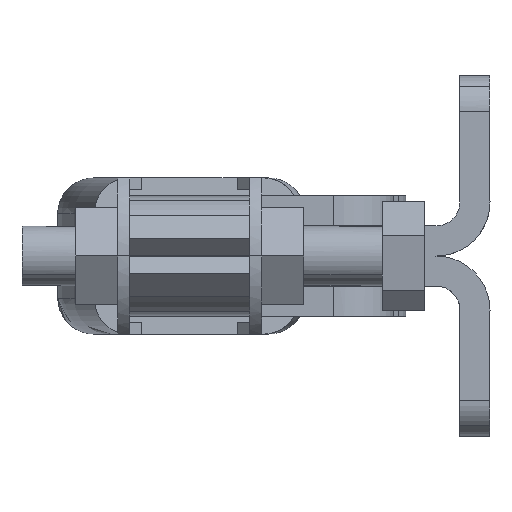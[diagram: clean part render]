
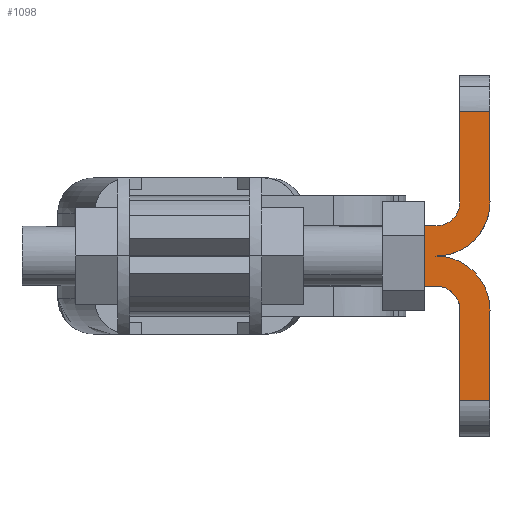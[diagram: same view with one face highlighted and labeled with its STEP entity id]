
A CAD part, left-side view. The second image highlights one B-rep face of the part: STEP entity #1098.
In plain terms, the highlighted planar face has unit normal (-1, 0, 0).
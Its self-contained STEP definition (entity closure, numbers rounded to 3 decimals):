
#946=AXIS2_PLACEMENT_3D('Plane Axis2P3D',#943,#944,#945) ;
#1005=AXIS2_PLACEMENT_3D('Circle Axis2P3D',#1003,#1004,$) ;
#1012=AXIS2_PLACEMENT_3D('Circle Axis2P3D',#1010,#1011,$) ;
#1069=AXIS2_PLACEMENT_3D('Circle Axis2P3D',#1067,#1068,$) ;
#1076=AXIS2_PLACEMENT_3D('Circle Axis2P3D',#1074,#1075,$) ;
#334=CARTESIAN_POINT('Line Origine',(353.589,95.83,2.5)) ;
#338=CARTESIAN_POINT('Vertex',(353.589,91.58,2.5)) ;
#340=CARTESIAN_POINT('Vertex',(353.589,100.08,2.5)) ;
#529=CARTESIAN_POINT('Vertex',(353.589,91.58,-2.5)) ;
#532=CARTESIAN_POINT('Line Origine',(353.589,95.83,-2.5)) ;
#536=CARTESIAN_POINT('Vertex',(353.589,100.08,-2.5)) ;
#943=CARTESIAN_POINT('Axis2P3D Location',(353.589,91.58,0.)) ;
#948=CARTESIAN_POINT('Line Origine',(353.589,100.08,0.)) ;
#954=CARTESIAN_POINT('Control Point',(353.589,91.58,-2.5)) ;
#955=CARTESIAN_POINT('Control Point',(353.589,91.373,-2.5)) ;
#956=CARTESIAN_POINT('Control Point',(353.589,91.165,-2.527)) ;
#957=CARTESIAN_POINT('Control Point',(353.589,90.962,-2.581)) ;
#958=CARTESIAN_POINT('Control Point',(353.589,90.669,-2.702)) ;
#959=CARTESIAN_POINT('Control Point',(353.589,90.406,-2.876)) ;
#960=CARTESIAN_POINT('Control Point',(353.589,90.322,-2.94)) ;
#961=CARTESIAN_POINT('Control Point',(353.589,90.241,-3.011)) ;
#962=CARTESIAN_POINT('Control Point',(353.589,90.166,-3.086)) ;
#963=CARTESIAN_POINT('Vertex',(353.589,90.166,-3.086)) ;
#967=CARTESIAN_POINT('Control Point',(353.589,90.166,-3.086)) ;
#968=CARTESIAN_POINT('Control Point',(353.589,90.094,-3.158)) ;
#969=CARTESIAN_POINT('Control Point',(353.589,90.027,-3.234)) ;
#970=CARTESIAN_POINT('Control Point',(353.589,89.965,-3.314)) ;
#971=CARTESIAN_POINT('Control Point',(353.589,89.791,-3.571)) ;
#972=CARTESIAN_POINT('Control Point',(353.589,89.669,-3.858)) ;
#973=CARTESIAN_POINT('Control Point',(353.589,89.612,-4.061)) ;
#974=CARTESIAN_POINT('Control Point',(353.589,89.582,-4.273)) ;
#975=CARTESIAN_POINT('Control Point',(353.589,89.58,-4.486)) ;
#976=CARTESIAN_POINT('Control Point',(353.589,89.58,-4.49)) ;
#977=CARTESIAN_POINT('Control Point',(353.589,89.58,-4.495)) ;
#978=CARTESIAN_POINT('Control Point',(353.589,89.58,-4.5)) ;
#979=CARTESIAN_POINT('Vertex',(353.589,89.58,-4.5)) ;
#982=CARTESIAN_POINT('Line Origine',(353.589,89.58,-8.25)) ;
#986=CARTESIAN_POINT('Vertex',(353.589,89.58,-12.)) ;
#989=CARTESIAN_POINT('Line Origine',(353.589,88.33,-12.)) ;
#993=CARTESIAN_POINT('Vertex',(353.589,87.08,-12.)) ;
#996=CARTESIAN_POINT('Line Origine',(353.589,87.08,-8.25)) ;
#1000=CARTESIAN_POINT('Vertex',(353.589,87.08,-4.5)) ;
#1003=CARTESIAN_POINT('Axis2P3D Location',(353.589,91.58,-4.5)) ;
#1007=CARTESIAN_POINT('Vertex',(353.589,88.398,-1.318)) ;
#1010=CARTESIAN_POINT('Axis2P3D Location',(353.589,91.58,-4.5)) ;
#1014=CARTESIAN_POINT('Vertex',(353.589,91.58,0.)) ;
#1018=CARTESIAN_POINT('Control Point',(353.589,88.398,1.318)) ;
#1019=CARTESIAN_POINT('Control Point',(353.589,88.486,1.23)) ;
#1020=CARTESIAN_POINT('Control Point',(353.589,88.578,1.145)) ;
#1021=CARTESIAN_POINT('Control Point',(353.589,88.672,1.063)) ;
#1022=CARTESIAN_POINT('Control Point',(353.589,89.091,0.723)) ;
#1023=CARTESIAN_POINT('Control Point',(353.589,89.56,0.447)) ;
#1024=CARTESIAN_POINT('Control Point',(353.589,89.944,0.277)) ;
#1025=CARTESIAN_POINT('Control Point',(353.589,90.503,0.104)) ;
#1026=CARTESIAN_POINT('Control Point',(353.589,91.081,0.023)) ;
#1027=CARTESIAN_POINT('Control Point',(353.589,91.247,0.008)) ;
#1028=CARTESIAN_POINT('Control Point',(353.589,91.414,0.)) ;
#1029=CARTESIAN_POINT('Control Point',(353.589,91.58,0.)) ;
#1030=CARTESIAN_POINT('Vertex',(353.589,88.398,1.318)) ;
#1034=CARTESIAN_POINT('Control Point',(353.589,87.08,4.5)) ;
#1035=CARTESIAN_POINT('Control Point',(353.589,87.08,4.084)) ;
#1036=CARTESIAN_POINT('Control Point',(353.589,87.128,3.669)) ;
#1037=CARTESIAN_POINT('Control Point',(353.589,87.224,3.26)) ;
#1038=CARTESIAN_POINT('Control Point',(353.589,87.466,2.591)) ;
#1039=CARTESIAN_POINT('Control Point',(353.589,87.832,1.984)) ;
#1040=CARTESIAN_POINT('Control Point',(353.589,88.003,1.746)) ;
#1041=CARTESIAN_POINT('Control Point',(353.589,88.193,1.524)) ;
#1042=CARTESIAN_POINT('Control Point',(353.589,88.398,1.318)) ;
#1043=CARTESIAN_POINT('Vertex',(353.589,87.08,4.5)) ;
#1046=CARTESIAN_POINT('Line Origine',(353.589,87.08,8.25)) ;
#1050=CARTESIAN_POINT('Vertex',(353.589,87.08,12.)) ;
#1053=CARTESIAN_POINT('Line Origine',(353.589,88.33,12.)) ;
#1057=CARTESIAN_POINT('Vertex',(353.589,89.58,12.)) ;
#1060=CARTESIAN_POINT('Line Origine',(353.589,89.58,8.25)) ;
#1064=CARTESIAN_POINT('Vertex',(353.589,89.58,4.5)) ;
#1067=CARTESIAN_POINT('Axis2P3D Location',(353.589,91.58,4.5)) ;
#1071=CARTESIAN_POINT('Vertex',(353.589,90.166,3.086)) ;
#1074=CARTESIAN_POINT('Axis2P3D Location',(353.589,91.58,4.5)) ;
#335=DIRECTION('Vector Direction',(0.,1.,0.)) ;
#533=DIRECTION('Vector Direction',(0.,1.,0.)) ;
#944=DIRECTION('Axis2P3D Direction',(-1.,0.,0.)) ;
#945=DIRECTION('Axis2P3D XDirection',(0.,0.,1.)) ;
#949=DIRECTION('Vector Direction',(0.,0.,-1.)) ;
#983=DIRECTION('Vector Direction',(0.,0.,1.)) ;
#990=DIRECTION('Vector Direction',(0.,1.,0.)) ;
#997=DIRECTION('Vector Direction',(0.,0.,1.)) ;
#1004=DIRECTION('Axis2P3D Direction',(-1.,0.,0.)) ;
#1011=DIRECTION('Axis2P3D Direction',(-1.,0.,0.)) ;
#1047=DIRECTION('Vector Direction',(0.,0.,-1.)) ;
#1054=DIRECTION('Vector Direction',(0.,1.,0.)) ;
#1061=DIRECTION('Vector Direction',(0.,0.,-1.)) ;
#1068=DIRECTION('Axis2P3D Direction',(-1.,0.,0.)) ;
#1075=DIRECTION('Axis2P3D Direction',(-1.,0.,0.)) ;
#336=VECTOR('Line Direction',#335,1.) ;
#534=VECTOR('Line Direction',#533,1.) ;
#950=VECTOR('Line Direction',#949,1.) ;
#984=VECTOR('Line Direction',#983,1.) ;
#991=VECTOR('Line Direction',#990,1.) ;
#998=VECTOR('Line Direction',#997,1.) ;
#1048=VECTOR('Line Direction',#1047,1.) ;
#1055=VECTOR('Line Direction',#1054,1.) ;
#1062=VECTOR('Line Direction',#1061,1.) ;
#1080=ORIENTED_EDGE('',*,*,#342,.T.) ;
#1081=ORIENTED_EDGE('',*,*,#952,.T.) ;
#1082=ORIENTED_EDGE('',*,*,#538,.F.) ;
#1083=ORIENTED_EDGE('',*,*,#965,.T.) ;
#1084=ORIENTED_EDGE('',*,*,#981,.T.) ;
#1085=ORIENTED_EDGE('',*,*,#988,.F.) ;
#1086=ORIENTED_EDGE('',*,*,#995,.F.) ;
#1087=ORIENTED_EDGE('',*,*,#1002,.T.) ;
#1088=ORIENTED_EDGE('',*,*,#1009,.T.) ;
#1089=ORIENTED_EDGE('',*,*,#1016,.T.) ;
#1090=ORIENTED_EDGE('',*,*,#1032,.F.) ;
#1091=ORIENTED_EDGE('',*,*,#1045,.F.) ;
#1092=ORIENTED_EDGE('',*,*,#1052,.F.) ;
#1093=ORIENTED_EDGE('',*,*,#1059,.T.) ;
#1094=ORIENTED_EDGE('',*,*,#1066,.T.) ;
#1095=ORIENTED_EDGE('',*,*,#1073,.F.) ;
#1096=ORIENTED_EDGE('',*,*,#1078,.F.) ;
#1098=ADVANCED_FACE('HORIZONTALSPANNER_TS_H_80_UB_357870',(#1097),#947,.T.) ;
#953=B_SPLINE_CURVE_WITH_KNOTS('',5,(#954,#955,#956,#957,#958,#959,#960,#961,#962),.UNSPECIFIED.,.F.,.U.,(6,3,6),(0.,1.47,2.221),.UNSPECIFIED.) ;
#966=B_SPLINE_CURVE_WITH_KNOTS('',5,(#967,#968,#969,#970,#971,#972,#973,#974,#975,#976,#977,#978),.UNSPECIFIED.,.F.,.U.,(6,3,3,6),(2.221,2.939,4.409,4.443),.UNSPECIFIED.) ;
#1017=B_SPLINE_CURVE_WITH_KNOTS('',5,(#1018,#1019,#1020,#1021,#1022,#1023,#1024,#1025,#1026,#1027,#1028,#1029),.UNSPECIFIED.,.F.,.U.,(6,3,3,6),(4.998,5.879,8.818,9.996),.UNSPECIFIED.) ;
#1033=B_SPLINE_CURVE_WITH_KNOTS('',5,(#1034,#1035,#1036,#1037,#1038,#1039,#1040,#1041,#1042),.UNSPECIFIED.,.F.,.U.,(6,3,6),(0.,2.939,4.998),.UNSPECIFIED.) ;
#1006=CIRCLE('generated circle',#1005,4.5) ;
#1013=CIRCLE('generated circle',#1012,4.5) ;
#1070=CIRCLE('generated circle',#1069,2.) ;
#1077=CIRCLE('generated circle',#1076,2.) ;
#342=EDGE_CURVE('',#339,#341,#337,.T.) ;
#538=EDGE_CURVE('',#530,#537,#535,.T.) ;
#952=EDGE_CURVE('',#341,#537,#951,.T.) ;
#965=EDGE_CURVE('',#530,#964,#953,.T.) ;
#981=EDGE_CURVE('',#964,#980,#966,.T.) ;
#988=EDGE_CURVE('',#987,#980,#985,.T.) ;
#995=EDGE_CURVE('',#994,#987,#992,.T.) ;
#1002=EDGE_CURVE('',#994,#1001,#999,.T.) ;
#1009=EDGE_CURVE('',#1001,#1008,#1006,.T.) ;
#1016=EDGE_CURVE('',#1008,#1015,#1013,.T.) ;
#1032=EDGE_CURVE('',#1031,#1015,#1017,.T.) ;
#1045=EDGE_CURVE('',#1044,#1031,#1033,.T.) ;
#1052=EDGE_CURVE('',#1051,#1044,#1049,.T.) ;
#1059=EDGE_CURVE('',#1051,#1058,#1056,.T.) ;
#1066=EDGE_CURVE('',#1058,#1065,#1063,.T.) ;
#1073=EDGE_CURVE('',#1072,#1065,#1070,.T.) ;
#1078=EDGE_CURVE('',#339,#1072,#1077,.T.) ;
#1079=EDGE_LOOP('',(#1080,#1081,#1082,#1083,#1084,#1085,#1086,#1087,#1088,#1089,#1090,#1091,#1092,#1093,#1094,#1095,#1096)) ;
#1097=FACE_OUTER_BOUND('',#1079,.T.) ;
#337=LINE('Line',#334,#336) ;
#535=LINE('Line',#532,#534) ;
#951=LINE('Line',#948,#950) ;
#985=LINE('Line',#982,#984) ;
#992=LINE('Line',#989,#991) ;
#999=LINE('Line',#996,#998) ;
#1049=LINE('Line',#1046,#1048) ;
#1056=LINE('Line',#1053,#1055) ;
#1063=LINE('Line',#1060,#1062) ;
#947=PLANE('Plane',#946) ;
#339=VERTEX_POINT('',#338) ;
#341=VERTEX_POINT('',#340) ;
#530=VERTEX_POINT('',#529) ;
#537=VERTEX_POINT('',#536) ;
#964=VERTEX_POINT('',#963) ;
#980=VERTEX_POINT('',#979) ;
#987=VERTEX_POINT('',#986) ;
#994=VERTEX_POINT('',#993) ;
#1001=VERTEX_POINT('',#1000) ;
#1008=VERTEX_POINT('',#1007) ;
#1015=VERTEX_POINT('',#1014) ;
#1031=VERTEX_POINT('',#1030) ;
#1044=VERTEX_POINT('',#1043) ;
#1051=VERTEX_POINT('',#1050) ;
#1058=VERTEX_POINT('',#1057) ;
#1065=VERTEX_POINT('',#1064) ;
#1072=VERTEX_POINT('',#1071) ;
